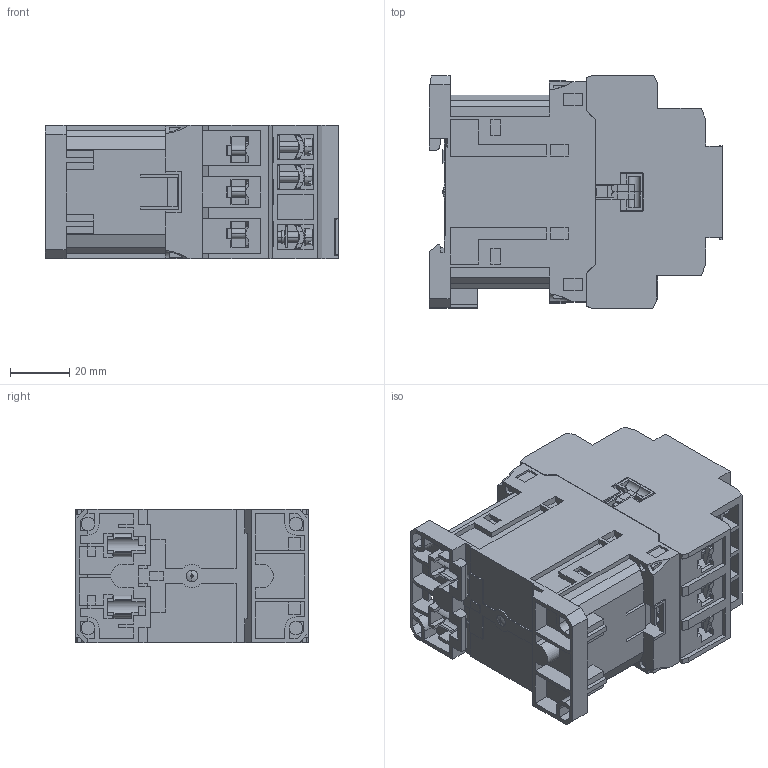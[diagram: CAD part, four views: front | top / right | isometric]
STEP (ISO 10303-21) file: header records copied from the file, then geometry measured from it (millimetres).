
FILE_DESCRIPTION (( 'STEP AP203' ), '1' );
FILE_NAME ('CWB9-11-30C03.step', '2020-08-11T10:28:07', ( '' ), ( '' ), 'SwSTEP 2.0', 'SolidWorks 2019', '' );
FILE_SCHEMA (( 'CONFIG_CONTROL_DESIGN' ));
Length unit declared in the file: inch
Products named in the file (1): CWB9-11-30C03
Bounding box: 98.65 x 78.4 x 44.8 mm (x, y, z)
Volume: 250612 mm3; surface area: 75148 mm2
Topology: 44 solids, 44 shells, 2405 faces, 6653 edges, 4387 vertices
Faces by surface type: plane 1763, cylinder 445, cone 126, bspline 71
Entity records: 79730 total; most frequent: CARTESIAN_POINT 20318, ORIENTED_EDGE 13250, DIRECTION 10981, EDGE_CURVE 6625, VECTOR 4793, LINE 4793, VERTEX_POINT 4387, AXIS2_PLACEMENT_3D 3094
